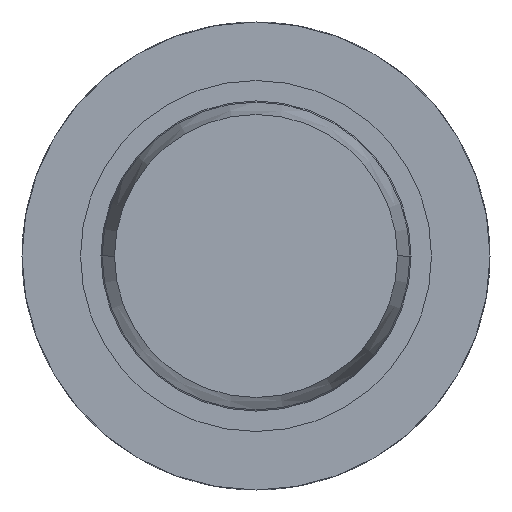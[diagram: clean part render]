
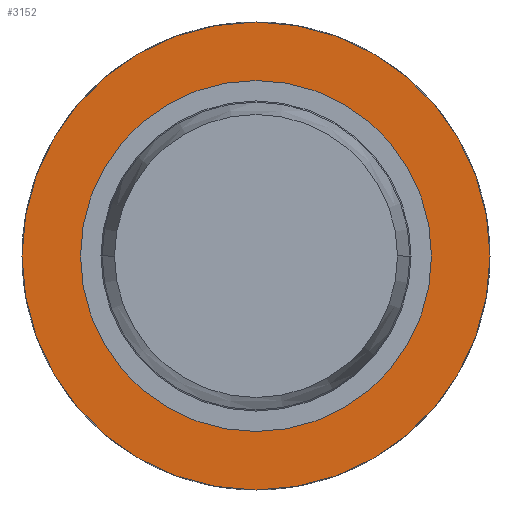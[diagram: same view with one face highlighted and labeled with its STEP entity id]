
A CAD part, front view. The second image highlights one B-rep face of the part: STEP entity #3152.
In plain terms, the highlighted planar face has unit normal (0, -1, 0).
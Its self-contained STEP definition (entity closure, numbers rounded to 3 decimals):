
#19 = CIRCLE ( 'NONE', #4365, 0.9 ) ;
#202 = DIRECTION ( 'NONE',  ( 0., 1., 0. ) ) ;
#263 = EDGE_CURVE ( 'Defeature ausgef�hrt1_32+Defeature ausgef�hrt1_31+Defeature ausgef�hrt1_31+Defeature ausgef�hrt1_31', #1622, #2323, #4522, .T. ) ;
#385 = DIRECTION ( 'NONE',  ( 0., 1., 0. ) ) ;
#689 = AXIS2_PLACEMENT_3D ( 'NONE', #4223, #1119, #5076 ) ;
#705 = CARTESIAN_POINT ( 'NONE',  ( 0.9, 5.3, 0. ) ) ;
#735 = CARTESIAN_POINT ( 'NONE',  ( 0., 5.3, 0. ) ) ;
#807 = VERTEX_POINT ( 'NONE', #2137 ) ;
#812 = CARTESIAN_POINT ( 'NONE',  ( 0., 5.3, 0. ) ) ;
#950 = CARTESIAN_POINT ( 'NONE',  ( 0., 5.3, 0.9 ) ) ;
#1014 = CARTESIAN_POINT ( 'NONE',  ( 0., 5.3, 2. ) ) ;
#1119 = DIRECTION ( 'NONE',  ( 0., 1., 0. ) ) ;
#1164 = AXIS2_PLACEMENT_3D ( 'NONE', #2052, #4199, #4757 ) ;
#1622 = VERTEX_POINT ( 'NONE', #950 ) ;
#1783 = ORIENTED_EDGE ( 'NONE', *, *, #4116, .F. ) ;
#1811 = VERTEX_POINT ( 'NONE', #1014 ) ;
#2052 = CARTESIAN_POINT ( 'NONE',  ( 0., 5.3, 0. ) ) ;
#2137 = CARTESIAN_POINT ( 'NONE',  ( 0., 5.3, -2. ) ) ;
#2190 = EDGE_LOOP ( 'NONE', ( #2287, #4025 ) ) ;
#2287 = ORIENTED_EDGE ( 'NONE', *, *, #263, .T. ) ;
#2323 = VERTEX_POINT ( 'NONE', #3483 ) ;
#2527 = PLANE ( 'NONE',  #3533 ) ;
#2604 = CIRCLE ( 'NONE', #1164, 2. ) ;
#2629 = EDGE_LOOP ( 'NONE', ( #3659, #1783 ) ) ;
#2647 = FACE_OUTER_BOUND ( 'NONE', #2629, .T. ) ;
#2687 = EDGE_CURVE ( 'Defeature ausgef�hrt1_32+Defeature ausgef�hrt1_31+Defeature ausgef�hrt1_31+Defeature ausgef�hrt1_31', #2323, #1622, #19, .T. ) ;
#2912 = DIRECTION ( 'NONE',  ( 0., 0., 1. ) ) ;
#3102 = DIRECTION ( 'NONE',  ( 0., 0., 1. ) ) ;
#3152 = ADVANCED_FACE ( 'Defeature ausgef�hrt1_32', ( #2647, #3435 ), #2527, .F. ) ;
#3435 = FACE_BOUND ( 'NONE', #2190, .T. ) ;
#3483 = CARTESIAN_POINT ( 'NONE',  ( 0., 5.3, -0.9 ) ) ;
#3533 = AXIS2_PLACEMENT_3D ( 'NONE', #705, #385, #3968 ) ;
#3542 = DIRECTION ( 'NONE',  ( 0., 1., 0. ) ) ;
#3659 = ORIENTED_EDGE ( 'NONE', *, *, #4136, .F. ) ;
#3968 = DIRECTION ( 'NONE',  ( 0., 0., 1. ) ) ;
#3971 = AXIS2_PLACEMENT_3D ( 'NONE', #735, #202, #2912 ) ;
#4025 = ORIENTED_EDGE ( 'NONE', *, *, #2687, .T. ) ;
#4116 = EDGE_CURVE ( 'Defeature ausgef�hrt1_33+Defeature ausgef�hrt1_32+Defeature ausgef�hrt1_32+Defeature ausgef�hrt1_32', #807, #1811, #5033, .T. ) ;
#4136 = EDGE_CURVE ( 'Defeature ausgef�hrt1_33+Defeature ausgef�hrt1_32+Defeature ausgef�hrt1_32+Defeature ausgef�hrt1_32', #1811, #807, #2604, .T. ) ;
#4199 = DIRECTION ( 'NONE',  ( 0., 1., 0. ) ) ;
#4223 = CARTESIAN_POINT ( 'NONE',  ( 0., 5.3, 0. ) ) ;
#4365 = AXIS2_PLACEMENT_3D ( 'NONE', #812, #3542, #3102 ) ;
#4522 = CIRCLE ( 'NONE', #3971, 0.9 ) ;
#4757 = DIRECTION ( 'NONE',  ( 0., 0., 1. ) ) ;
#5033 = CIRCLE ( 'NONE', #689, 2. ) ;
#5076 = DIRECTION ( 'NONE',  ( 0., 0., 1. ) ) ;
